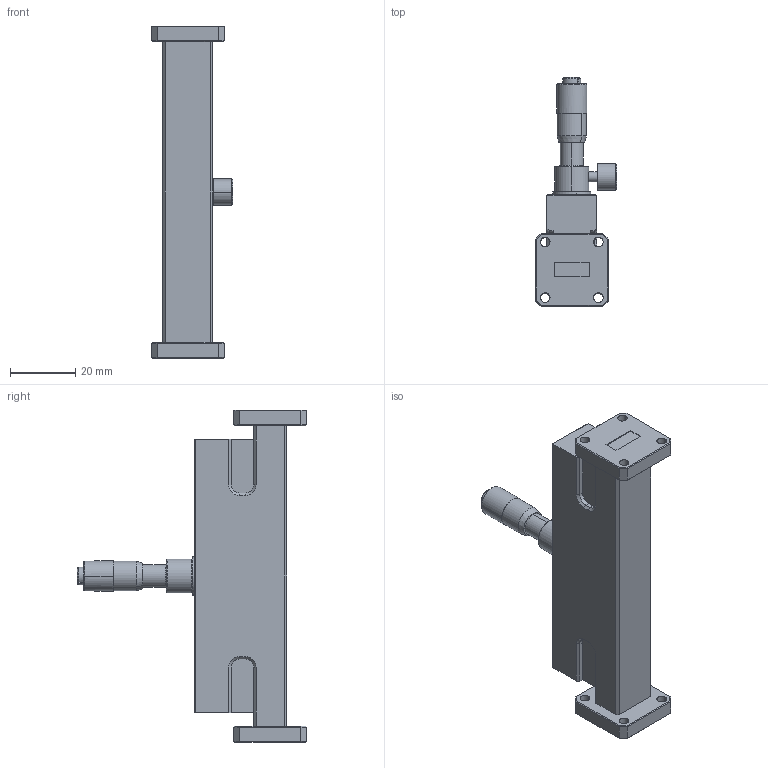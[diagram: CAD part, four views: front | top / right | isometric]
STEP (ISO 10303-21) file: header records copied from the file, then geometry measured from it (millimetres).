
FILE_DESCRIPTION (( 'STEP AP203' ), '1' );
FILE_NAME ('TA-MK.STEP', '2021-06-10T22:36:55', ( '' ), ( '' ), 'SwSTEP 2.0', 'SolidWorks 2021', '' );
FILE_SCHEMA (( 'CONFIG_CONTROL_DESIGN' ));
Length unit declared in the file: inch
Products named in the file (1): TA-MK
Bounding box: 24.93 x 70.22 x 101.6 mm (x, y, z)
Volume: 43207.6 mm3; surface area: 14276.2 mm2
Topology: 1 solids, 2 shells, 532 faces, 1234 edges, 746 vertices
Faces by surface type: plane 274, cylinder 156, cone 98, torus 4
Entity records: 15295 total; most frequent: CARTESIAN_POINT 3179, DIRECTION 2592, ORIENTED_EDGE 2468, EDGE_CURVE 1234, AXIS2_PLACEMENT_3D 983, VERTEX_POINT 746, LINE 626, VECTOR 626
